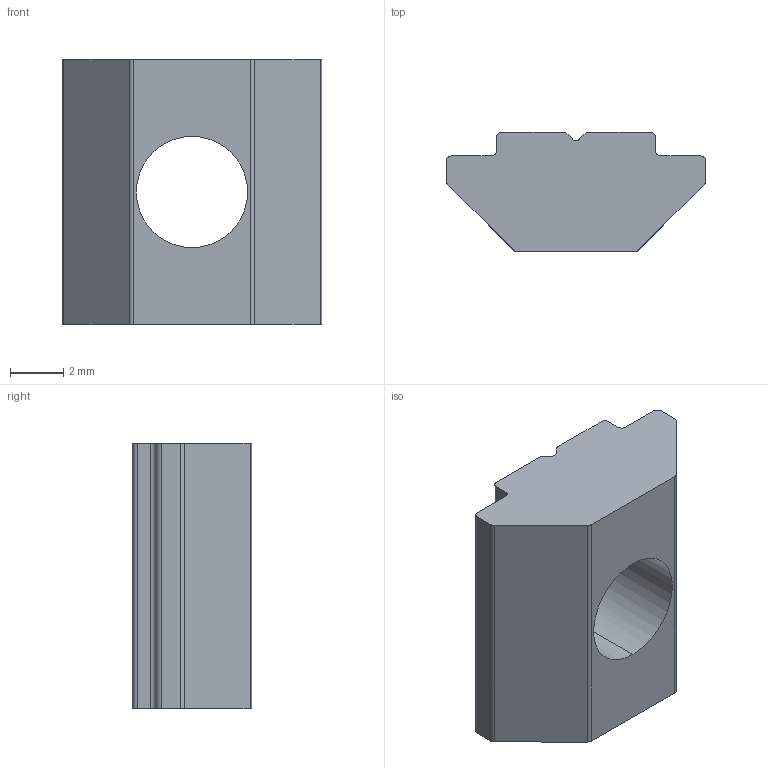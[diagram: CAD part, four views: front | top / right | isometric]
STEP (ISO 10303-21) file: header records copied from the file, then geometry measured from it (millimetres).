
FILE_DESCRIPTION (( 'STEP AP214' ), '1' );
FILE_NAME ('6216411', '2019-01-28T16:54:40', ( '' ), ('JUGARD+KÜNSTNER GmbH'), 'SwSTEP 2.0', 'SolidWorks 2017', '' );
FILE_SCHEMA (( 'AUTOMOTIVE_DESIGN' ));
Length unit declared in the file: millimetre
Products named in the file (1): 6216411
Bounding box: 9.8 x 4.5 x 10 mm (x, y, z)
Volume: 275.8 mm3; surface area: 350.2 mm2
Topology: 1 solids, 1 shells, 35 faces, 102 edges, 68 vertices
Faces by surface type: cylinder 18, plane 17
Entity records: 1234 total; most frequent: CARTESIAN_POINT 242, ORIENTED_EDGE 204, DIRECTION 192, EDGE_CURVE 102, VERTEX_POINT 68, AXIS2_PLACEMENT_3D 66, LINE 60, VECTOR 60
